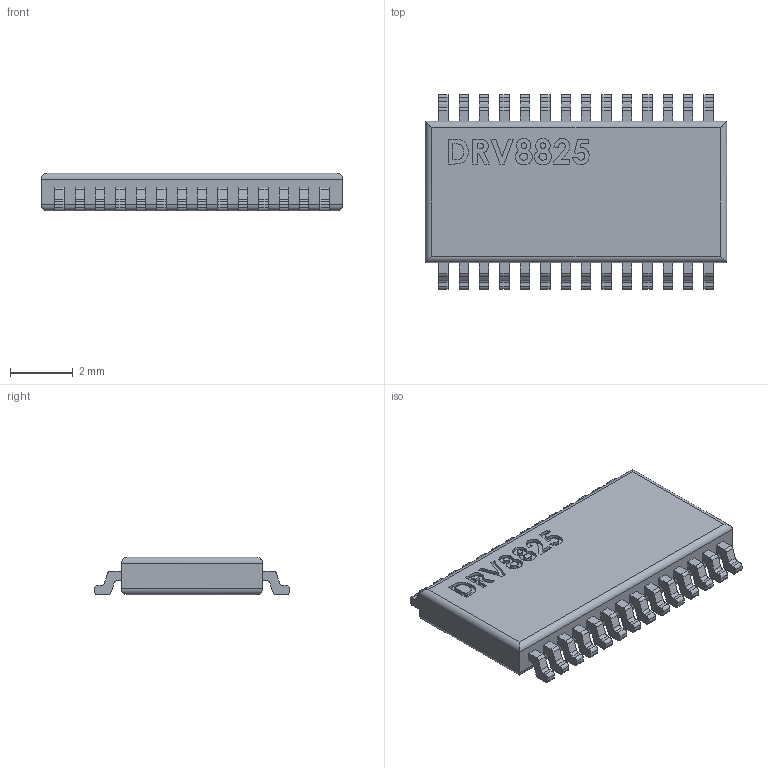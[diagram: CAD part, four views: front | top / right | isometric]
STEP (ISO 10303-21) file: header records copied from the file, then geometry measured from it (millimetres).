
FILE_DESCRIPTION (( 'STEP AP214' ), '1' );
FILE_NAME ('DRV8825 IC.STEP', '2018-10-21T19:29:58', ( '' ), ( '' ), 'SwSTEP 2.0', 'SolidWorks 2018', '' );
FILE_SCHEMA (( 'AUTOMOTIVE_DESIGN' ));
Length unit declared in the file: millimetre
Products named in the file (1): DRV8825 IC
Bounding box: 9.6 x 6.2 x 1.2 mm (x, y, z)
Volume: 54.1 mm3; surface area: 155.7 mm2
Topology: 1 solids, 1 shells, 540 faces, 1483 edges, 986 vertices
Faces by surface type: plane 309, cylinder 176, bspline 55
Entity records: 21379 total; most frequent: CARTESIAN_POINT 6345, ORIENTED_EDGE 2966, DIRECTION 2673, EDGE_CURVE 1483, VECTOR 1029, LINE 1029, VERTEX_POINT 986, AXIS2_PLACEMENT_3D 822
